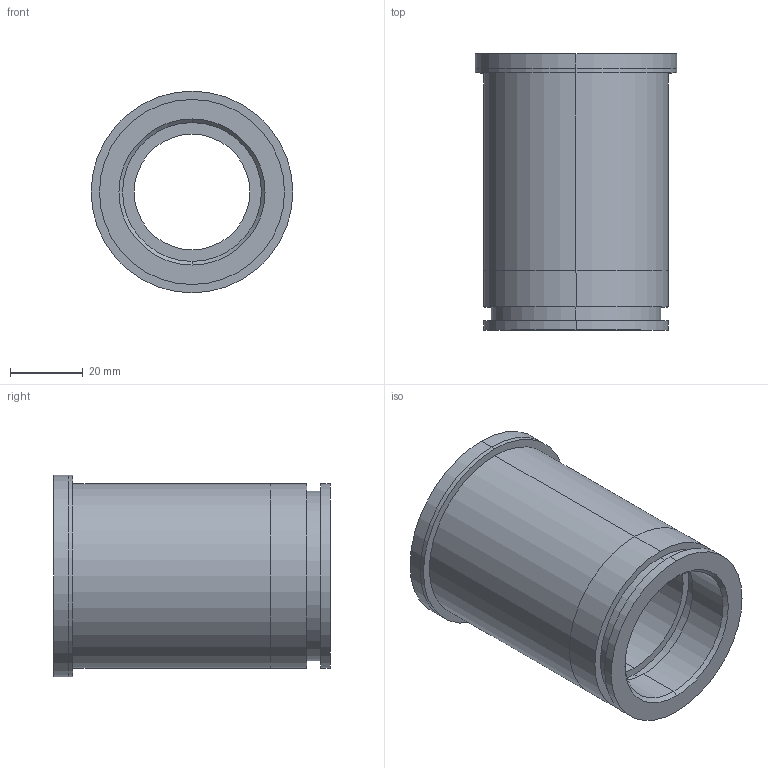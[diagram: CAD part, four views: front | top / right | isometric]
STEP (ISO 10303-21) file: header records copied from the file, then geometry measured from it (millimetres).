
FILE_DESCRIPTION(('CATIA V5 STEP Exchange'),'2;1');
FILE_NAME('Expansion Cone.stp','2025-04-05T19:28:23+00:00',('none'),('none'),'CATIA Version 5-6 Release 2019 SP6','CATIA V5 STEP AP203 v1','none');
FILE_SCHEMA(('CONFIG_CONTROL_DESIGN'));
Length unit declared in the file: millimetre
Products named in the file (1): Copy (1) of Expansion Cone
Bounding box: 55.37 x 75.85 x 55.37 mm (x, y, z)
Volume: 61194.1 mm3; surface area: 24908.3 mm2
Topology: 1 solids, 1 shells, 32 faces, 64 edges, 42 vertices
Faces by surface type: cylinder 18, plane 10, cone 4
Entity records: 772 total; most frequent: ORIENTED_EDGE 128, CARTESIAN_POINT 122, DIRECTION 94, EDGE_CURVE 64, AXIS2_PLACEMENT_3D 58, CIRCLE 42, EDGE_LOOP 42, VERTEX_POINT 42
